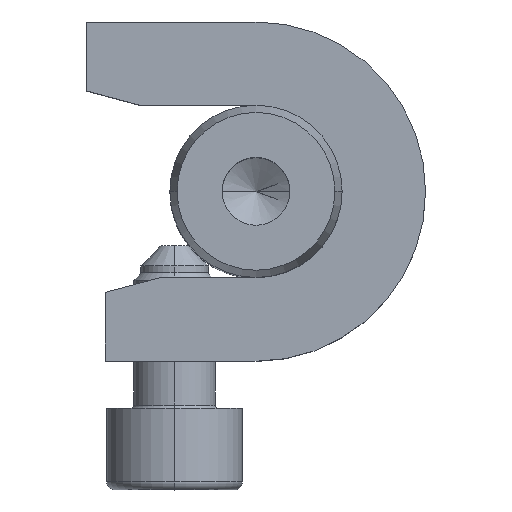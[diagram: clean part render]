
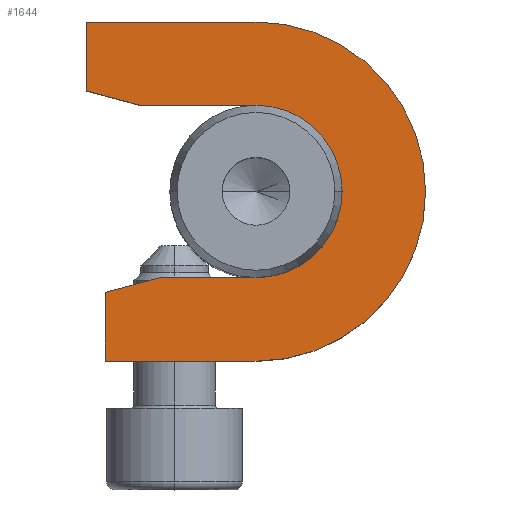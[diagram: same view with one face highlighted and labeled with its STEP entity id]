
A CAD part, top view. The second image highlights one B-rep face of the part: STEP entity #1644.
In plain terms, the highlighted planar face has unit normal (0, 0, 1).
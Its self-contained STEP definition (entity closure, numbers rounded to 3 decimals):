
#10 = EDGE_LOOP ( 'NONE', ( #2062, #1759, #170, #772, #2215, #481, #589, #1810, #118, #1469 ) ) ;
#27 = LINE ( 'NONE', #36, #568 ) ;
#36 = CARTESIAN_POINT ( 'NONE',  ( 0., -12.5, 10. ) ) ;
#85 = DIRECTION ( 'NONE',  ( -1., 0., 0. ) ) ;
#100 = DIRECTION ( 'NONE',  ( 0.966, -0.259, 0. ) ) ;
#118 = ORIENTED_EDGE ( 'NONE', *, *, #1065, .T. ) ;
#131 = LINE ( 'NONE', #1364, #1953 ) ;
#135 = EDGE_CURVE ( 'NONE', #2001, #2013, #1512, .T. ) ;
#143 = EDGE_CURVE ( 'NONE', #2013, #355, #1186, .T. ) ;
#170 = ORIENTED_EDGE ( 'NONE', *, *, #143, .T. ) ;
#192 = CARTESIAN_POINT ( 'NONE',  ( -12.5, 7.422, 10. ) ) ;
#196 = PLANE ( 'NONE',  #1309 ) ;
#200 = EDGE_CURVE ( 'NONE', #1555, #583, #131, .T. ) ;
#205 = AXIS2_PLACEMENT_3D ( 'NONE', #307, #1921, #1738 ) ;
#234 = DIRECTION ( 'NONE',  ( 0., -1., 0. ) ) ;
#247 = CARTESIAN_POINT ( 'NONE',  ( -11.102, -12.5, 10. ) ) ;
#264 = LINE ( 'NONE', #1740, #828 ) ;
#287 = VERTEX_POINT ( 'NONE', #1069 ) ;
#305 = DIRECTION ( 'NONE',  ( 1., 0., 0. ) ) ;
#307 = CARTESIAN_POINT ( 'NONE',  ( 0., 0., 10. ) ) ;
#355 = VERTEX_POINT ( 'NONE', #2130 ) ;
#466 = DIRECTION ( 'NONE',  ( 0., -1., 0. ) ) ;
#481 = ORIENTED_EDGE ( 'NONE', *, *, #724, .T. ) ;
#535 = VECTOR ( 'NONE', #466, 1000. ) ;
#568 = VECTOR ( 'NONE', #871, 1000. ) ;
#583 = VERTEX_POINT ( 'NONE', #638 ) ;
#587 = LINE ( 'NONE', #995, #2233 ) ;
#589 = ORIENTED_EDGE ( 'NONE', *, *, #1033, .T. ) ;
#638 = CARTESIAN_POINT ( 'NONE',  ( -12.5, 12.5, 10. ) ) ;
#707 = EDGE_CURVE ( 'NONE', #355, #1382, #1314, .T. ) ;
#724 = EDGE_CURVE ( 'NONE', #287, #864, #1365, .T. ) ;
#759 = VECTOR ( 'NONE', #1730, 1000. ) ;
#772 = ORIENTED_EDGE ( 'NONE', *, *, #707, .T. ) ;
#817 = LINE ( 'NONE', #2057, #535 ) ;
#828 = VECTOR ( 'NONE', #853, 1000. ) ;
#853 = DIRECTION ( 'NONE',  ( -1., 0., 0. ) ) ;
#864 = VERTEX_POINT ( 'NONE', #2120 ) ;
#871 = DIRECTION ( 'NONE',  ( 1., 0., 0. ) ) ;
#880 = DIRECTION ( 'NONE',  ( 1., 0., 0. ) ) ;
#893 = FACE_OUTER_BOUND ( 'NONE', #10, .T. ) ;
#976 = CIRCLE ( 'NONE', #1900, 12.5 ) ;
#995 = CARTESIAN_POINT ( 'NONE',  ( -11.102, -12.5, 10. ) ) ;
#1027 = CARTESIAN_POINT ( 'NONE',  ( 1.112, -4.149, 10. ) ) ;
#1032 = DIRECTION ( 'NONE',  ( 0., 0., 1. ) ) ;
#1033 = EDGE_CURVE ( 'NONE', #864, #1302, #587, .T. ) ;
#1041 = CARTESIAN_POINT ( 'NONE',  ( 0., 0., 10. ) ) ;
#1065 = EDGE_CURVE ( 'NONE', #1808, #1555, #976, .T. ) ;
#1069 = CARTESIAN_POINT ( 'NONE',  ( -7.102, -6.35, 10. ) ) ;
#1186 = LINE ( 'NONE', #1695, #1652 ) ;
#1271 = CARTESIAN_POINT ( 'NONE',  ( 0., -12.5, 10. ) ) ;
#1292 = EDGE_CURVE ( 'NONE', #1302, #1808, #27, .T. ) ;
#1302 = VERTEX_POINT ( 'NONE', #247 ) ;
#1309 = AXIS2_PLACEMENT_3D ( 'NONE', #1041, #1426, #880 ) ;
#1314 = CIRCLE ( 'NONE', #205, 6.35 ) ;
#1364 = CARTESIAN_POINT ( 'NONE',  ( -12.5, 12.5, 10. ) ) ;
#1365 = LINE ( 'NONE', #1027, #759 ) ;
#1382 = VERTEX_POINT ( 'NONE', #1495 ) ;
#1396 = CARTESIAN_POINT ( 'NONE',  ( -8.5, 6.35, 10. ) ) ;
#1426 = DIRECTION ( 'NONE',  ( 0., 0., 1. ) ) ;
#1469 = ORIENTED_EDGE ( 'NONE', *, *, #200, .T. ) ;
#1495 = CARTESIAN_POINT ( 'NONE',  ( 0., -6.35, 10. ) ) ;
#1512 = LINE ( 'NONE', #1907, #2249 ) ;
#1555 = VERTEX_POINT ( 'NONE', #2226 ) ;
#1602 = EDGE_CURVE ( 'NONE', #583, #2001, #817, .T. ) ;
#1644 = ADVANCED_FACE ( 'NONE', ( #893 ), #196, .T. ) ;
#1652 = VECTOR ( 'NONE', #2255, 1000. ) ;
#1695 = CARTESIAN_POINT ( 'NONE',  ( 0., 6.35, 10. ) ) ;
#1730 = DIRECTION ( 'NONE',  ( -0.966, -0.259, 0. ) ) ;
#1738 = DIRECTION ( 'NONE',  ( 1., 0., 0. ) ) ;
#1740 = CARTESIAN_POINT ( 'NONE',  ( -11.102, -6.35, 10. ) ) ;
#1759 = ORIENTED_EDGE ( 'NONE', *, *, #135, .T. ) ;
#1808 = VERTEX_POINT ( 'NONE', #1271 ) ;
#1810 = ORIENTED_EDGE ( 'NONE', *, *, #1292, .T. ) ;
#1900 = AXIS2_PLACEMENT_3D ( 'NONE', #1904, #1032, #305 ) ;
#1904 = CARTESIAN_POINT ( 'NONE',  ( 0., 0., 10. ) ) ;
#1907 = CARTESIAN_POINT ( 'NONE',  ( 1.018, 3.8, 10. ) ) ;
#1909 = EDGE_CURVE ( 'NONE', #1382, #287, #264, .T. ) ;
#1921 = DIRECTION ( 'NONE',  ( 0., 0., -1. ) ) ;
#1953 = VECTOR ( 'NONE', #85, 1000. ) ;
#2001 = VERTEX_POINT ( 'NONE', #192 ) ;
#2013 = VERTEX_POINT ( 'NONE', #1396 ) ;
#2057 = CARTESIAN_POINT ( 'NONE',  ( -12.5, 6.35, 10. ) ) ;
#2062 = ORIENTED_EDGE ( 'NONE', *, *, #1602, .T. ) ;
#2120 = CARTESIAN_POINT ( 'NONE',  ( -11.102, -7.422, 10. ) ) ;
#2130 = CARTESIAN_POINT ( 'NONE',  ( 0., 6.35, 10. ) ) ;
#2215 = ORIENTED_EDGE ( 'NONE', *, *, #1909, .T. ) ;
#2226 = CARTESIAN_POINT ( 'NONE',  ( 0., 12.5, 10. ) ) ;
#2233 = VECTOR ( 'NONE', #234, 1000. ) ;
#2249 = VECTOR ( 'NONE', #100, 1000. ) ;
#2255 = DIRECTION ( 'NONE',  ( 1., 0., 0. ) ) ;
